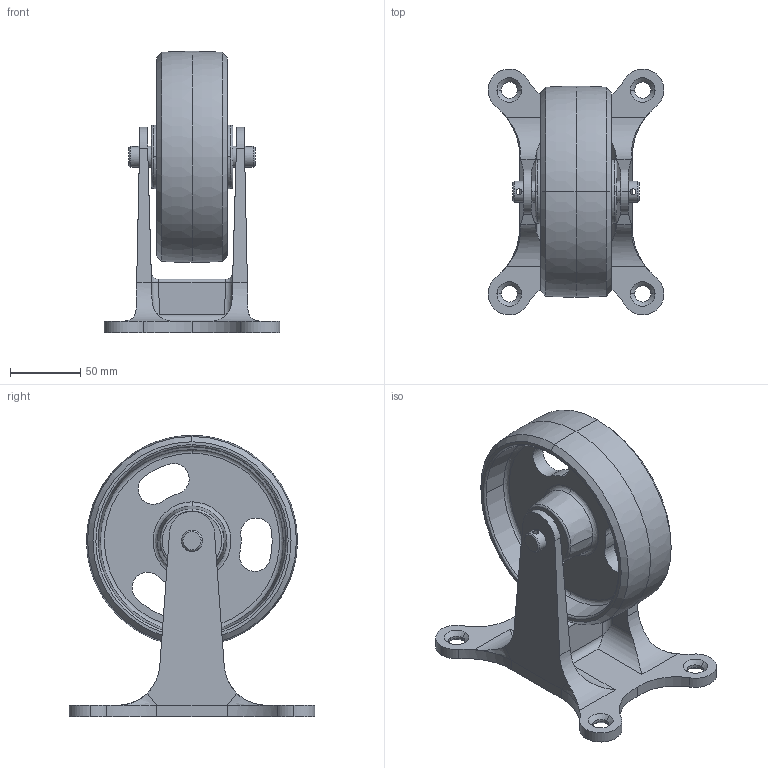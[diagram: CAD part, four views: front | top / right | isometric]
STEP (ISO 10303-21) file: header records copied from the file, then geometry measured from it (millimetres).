
FILE_DESCRIPTION (( 'STEP AP214' ), '1' );
FILE_NAME ('0011590.step', '2022-06-29T11:19:10', ( '' ), ( '' ), 'SwSTEP 2.0', 'SolidWorks 2020', '' );
FILE_SCHEMA (( 'AUTOMOTIVE_DESIGN' ));
Length unit declared in the file: millimetre
Products named in the file (1): 0011590
Bounding box: 124.98 x 174.96 x 200 mm (x, y, z)
Volume: 608747.9 mm3; surface area: 135626.7 mm2
Topology: 1 solids, 1 shells, 163 faces, 422 edges, 262 vertices
Faces by surface type: cylinder 74, cone 32, bspline 28, plane 25, torus 4
Entity records: 8118 total; most frequent: CARTESIAN_POINT 4246, ORIENTED_EDGE 836, DIRECTION 788, EDGE_CURVE 418, AXIS2_PLACEMENT_3D 320, VERTEX_POINT 262, EDGE_LOOP 188, CIRCLE 184
